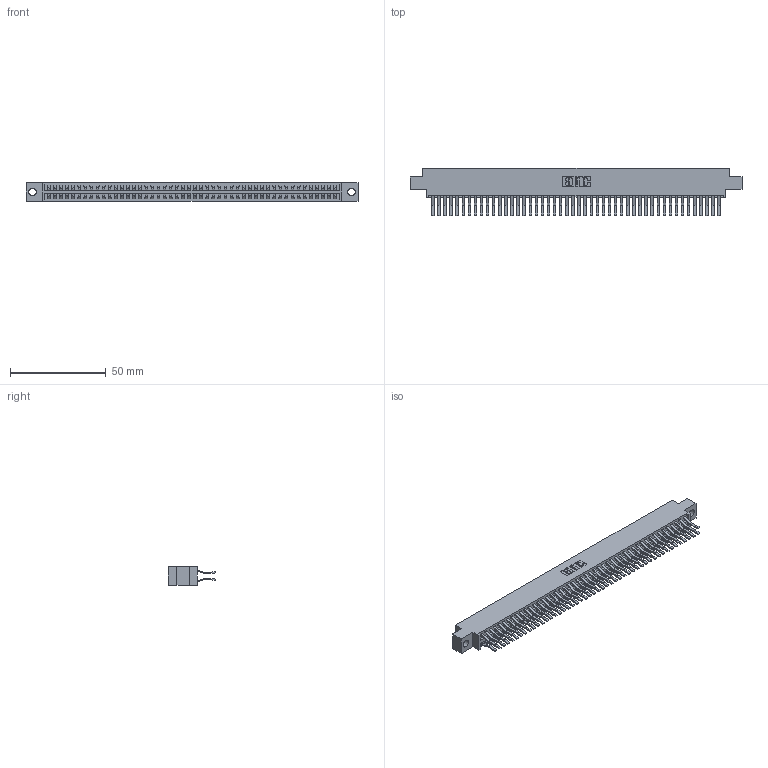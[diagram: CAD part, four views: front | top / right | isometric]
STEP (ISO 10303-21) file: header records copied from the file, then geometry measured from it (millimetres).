
FILE_DESCRIPTION (( 'STEP AP203' ), '1' );
FILE_NAME ('346-096-560-804.STEP', '2022-05-26T17:24:49', ( '' ), ( '' ), 'SwSTEP 2.0', 'SolidWorks 2020', '' );
FILE_SCHEMA (( 'CONFIG_CONTROL_DESIGN' ));
Length unit declared in the file: inch
Products named in the file (3): 346 Part_0.170 Offset - 0.156 Dia-TH; 345-292-001_560 Tail; 346-096-560-804
Assembly tree (97 placements, depth 2):
  346-096-560-804
    346 Part_0.170 Offset - 0.156 Dia-TH
    345-292-001_560 Tail  x96
Bounding box: 172.97 x 24.78 x 9.4 mm (x, y, z)
Volume: 17282.4 mm3; surface area: 25556.4 mm2
Topology: 97 solids, 97 shells, 5324 faces, 15833 edges, 10426 vertices
Faces by surface type: plane 3454, cylinder 1870
Entity records: 31157 total; most frequent: CARTESIAN_POINT 5134, ORIENTED_EDGE 5066, DIRECTION 4577, EDGE_CURVE 2533, VECTOR 2205, LINE 2205, VERTEX_POINT 1686, AXIS2_PLACEMENT_3D 1186
